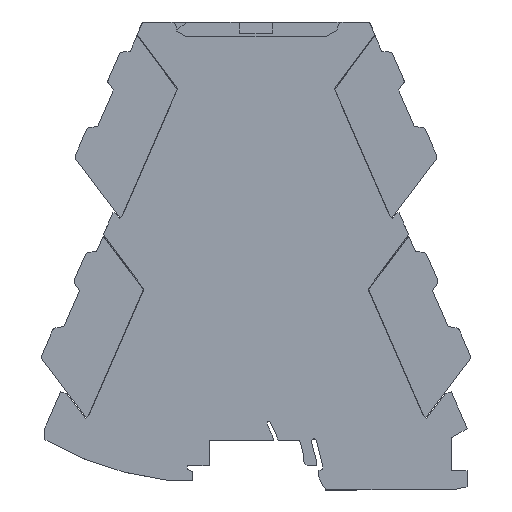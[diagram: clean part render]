
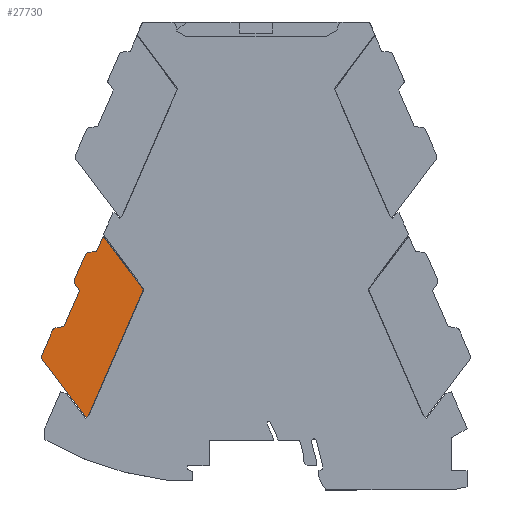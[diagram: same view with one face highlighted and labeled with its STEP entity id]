
A CAD part, top view. The second image highlights one B-rep face of the part: STEP entity #27730.
In plain terms, the highlighted face is planar.
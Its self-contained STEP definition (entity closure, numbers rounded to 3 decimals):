
#26420=CARTESIAN_POINT('',(48.62,32.813,
-163.1));
#26430=DIRECTION('',(0.,0.,1.));
#26440=DIRECTION('',(0.799,-0.602,
0.));
#26450=AXIS2_PLACEMENT_3D('',#26420,#26430,#26440);
#26460=PLANE('',#26450);
#26470=CARTESIAN_POINT('',(31.945,50.362,
-163.1));
#26480=DIRECTION('',(0.399,-0.917,
0.));
#26490=VECTOR('',#26480,1.);
#26500=LINE('',#26470,#26490);
#26510=CARTESIAN_POINT('',(28.687,57.858,
-163.1));
#26520=VERTEX_POINT('',#26510);
#26530=CARTESIAN_POINT('',(42.689,25.644,
-163.1));
#26540=VERTEX_POINT('',#26530);
#26550=EDGE_CURVE('',#26520,#26540,#26500,.T.);
#26560=ORIENTED_EDGE('',*,*,#26550,.F.);
#26570=CARTESIAN_POINT('',(23.956,39.761,
-163.1));
#26580=DIRECTION('',(-0.799,0.602,
0.));
#26590=VECTOR('',#26580,1.);
#26600=LINE('',#26570,#26590);
#26610=CARTESIAN_POINT('',(43.273,25.204,
-163.1));
#26620=VERTEX_POINT('',#26610);
#26630=EDGE_CURVE('',#26620,#26540,#26600,.T.);
#26640=ORIENTED_EDGE('',*,*,#26630,.T.);
#26650=CARTESIAN_POINT('',(52.68,37.688,
-163.1));
#26660=DIRECTION('',(0.602,0.799,
0.));
#26670=VECTOR('',#26660,1.);
#26680=LINE('',#26650,#26670);
#26690=CARTESIAN_POINT('',(54.46,40.05,
-163.1));
#26700=VERTEX_POINT('',#26690);
#26710=EDGE_CURVE('',#26620,#26700,#26680,.T.);
#26720=ORIENTED_EDGE('',*,*,#26710,.F.);
#26730=CARTESIAN_POINT('',(53.661,40.652,
-163.1));
#26740=DIRECTION('',(0.,0.,-1.));
#26750=DIRECTION('',(-0.602,-0.799,
0.));
#26760=AXIS2_PLACEMENT_3D('',#26730,#26740,#26750);
#26770=CIRCLE('',#26760,1.);
#26780=CARTESIAN_POINT('',(54.578,41.05,
-163.1));
#26790=VERTEX_POINT('',#26780);
#26800=EDGE_CURVE('',#26790,#26700,#26770,.T.);
#26810=ORIENTED_EDGE('',*,*,#26800,.T.);
#26820=CARTESIAN_POINT('',(43.732,66.004,
-163.1));
#26830=DIRECTION('',(-0.399,0.917,
0.));
#26840=VECTOR('',#26830,1.);
#26850=LINE('',#26820,#26840);
#26860=CARTESIAN_POINT('',(51.772,47.506,
-163.1));
#26870=VERTEX_POINT('',#26860);
#26880=EDGE_CURVE('',#26790,#26870,#26850,.T.);
#26890=ORIENTED_EDGE('',*,*,#26880,.F.);
#26900=CARTESIAN_POINT('',(50.855,47.107,
-163.1));
#26910=DIRECTION('',(0.,0.,1.));
#26920=DIRECTION('',(0.799,-0.602,
0.));
#26930=AXIS2_PLACEMENT_3D('',#26900,#26910,#26920);
#26940=CIRCLE('',#26930,1.);
#26950=CARTESIAN_POINT('',(50.974,48.1,
-163.1));
#26960=VERTEX_POINT('',#26950);
#26970=EDGE_CURVE('',#26870,#26960,#26940,.T.);
#26980=ORIENTED_EDGE('',*,*,#26970,.F.);
#26990=CARTESIAN_POINT('',(31.958,50.379,
-163.1));
#27000=DIRECTION('',(0.993,-0.119,
0.));
#27010=VECTOR('',#27000,1.);
#27020=LINE('',#26990,#27010);
#27030=CARTESIAN_POINT('',(48.955,48.342,
-163.1));
#27040=VERTEX_POINT('',#27030);
#27050=EDGE_CURVE('',#27040,#26960,#27020,.T.);
#27060=ORIENTED_EDGE('',*,*,#27050,.T.);
#27070=CARTESIAN_POINT('',(42.176,63.939,
-163.1));
#27080=DIRECTION('',(-0.399,0.917,
0.));
#27090=VECTOR('',#27080,1.);
#27100=LINE('',#27070,#27090);
#27110=CARTESIAN_POINT('',(44.918,57.63,
-163.1));
#27120=VERTEX_POINT('',#27110);
#27130=EDGE_CURVE('',#27040,#27120,#27100,.T.);
#27140=ORIENTED_EDGE('',*,*,#27130,.F.);
#27150=CARTESIAN_POINT('',(38.145,48.641,
-163.1));
#27160=DIRECTION('',(0.602,0.799,
0.));
#27170=VECTOR('',#27160,1.);
#27180=LINE('',#27150,#27170);
#27190=CARTESIAN_POINT('',(46.123,59.229,
-163.1));
#27200=VERTEX_POINT('',#27190);
#27210=EDGE_CURVE('',#27120,#27200,#27180,.T.);
#27220=ORIENTED_EDGE('',*,*,#27210,.F.);
#27230=CARTESIAN_POINT('',(45.325,59.831,
-163.1));
#27240=DIRECTION('',(0.,0.,1.));
#27250=DIRECTION('',(0.602,0.799,
0.));
#27260=AXIS2_PLACEMENT_3D('',#27230,#27240,#27250);
#27270=CIRCLE('',#27260,1.);
#27280=CARTESIAN_POINT('',(46.242,60.229,
-163.1));
#27290=VERTEX_POINT('',#27280);
#27300=EDGE_CURVE('',#27200,#27290,#27270,.T.);
#27310=ORIENTED_EDGE('',*,*,#27300,.F.);
#27320=CARTESIAN_POINT('',(43.732,66.004,
-163.1));
#27330=DIRECTION('',(-0.399,0.917,
0.));
#27340=VECTOR('',#27330,1.);
#27350=LINE('',#27320,#27340);
#27360=CARTESIAN_POINT('',(43.436,66.685,
-163.1));
#27370=VERTEX_POINT('',#27360);
#27380=EDGE_CURVE('',#27290,#27370,#27350,.T.);
#27390=ORIENTED_EDGE('',*,*,#27380,.F.);
#27400=CARTESIAN_POINT('',(42.518,66.286,
-163.1));
#27410=DIRECTION('',(0.,0.,1.));
#27420=DIRECTION('',(0.799,-0.602,
0.));
#27430=AXIS2_PLACEMENT_3D('',#27400,#27410,#27420);
#27440=CIRCLE('',#27430,1.);
#27450=CARTESIAN_POINT('',(42.637,67.279,
-163.1));
#27460=VERTEX_POINT('',#27450);
#27470=EDGE_CURVE('',#27370,#27460,#27440,.T.);
#27480=ORIENTED_EDGE('',*,*,#27470,.F.);
#27490=CARTESIAN_POINT('',(44.523,67.053,
-163.1));
#27500=DIRECTION('',(0.993,-0.119,
0.));
#27510=VECTOR('',#27500,1.);
#27520=LINE('',#27490,#27510);
#27530=CARTESIAN_POINT('',(40.619,67.521,
-163.1));
#27540=VERTEX_POINT('',#27530);
#27550=EDGE_CURVE('',#27540,#27460,#27520,.T.);
#27560=ORIENTED_EDGE('',*,*,#27550,.T.);
#27570=CARTESIAN_POINT('',(42.176,63.939,
-163.1));
#27580=DIRECTION('',(-0.399,0.917,
0.));
#27590=VECTOR('',#27580,1.);
#27600=LINE('',#27570,#27590);
#27610=CARTESIAN_POINT('',(38.918,71.434,
-163.1));
#27620=VERTEX_POINT('',#27610);
#27630=EDGE_CURVE('',#27540,#27620,#27600,.T.);
#27640=ORIENTED_EDGE('',*,*,#27630,.F.);
#27650=CARTESIAN_POINT('',(27.683,56.525,
-163.1));
#27660=DIRECTION('',(0.602,0.799,
0.));
#27670=VECTOR('',#27660,1.);
#27680=LINE('',#27650,#27670);
#27690=EDGE_CURVE('',#26520,#27620,#27680,.T.);
#27700=ORIENTED_EDGE('',*,*,#27690,.T.);
#27710=EDGE_LOOP('',(#27700,#27640,#27560,#27480,#27390,#27310,#27220,
#27140,#27060,#26980,#26890,#26810,#26720,#26640,#26560));
#27720=FACE_OUTER_BOUND('',#27710,.T.);
#27730=ADVANCED_FACE('',(#27720),#26460,.F.);
